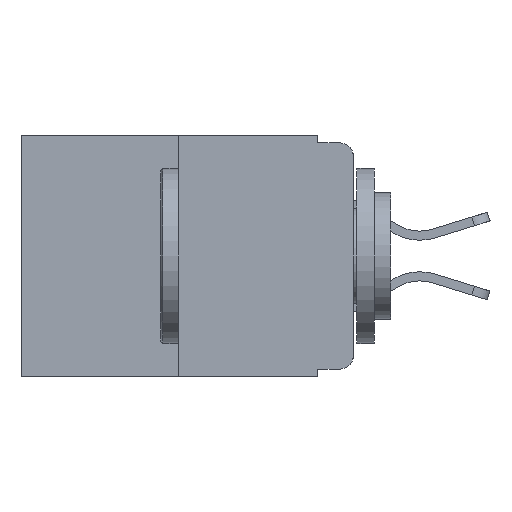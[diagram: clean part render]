
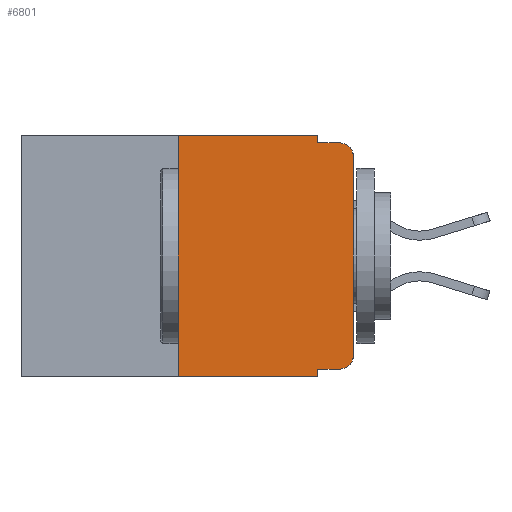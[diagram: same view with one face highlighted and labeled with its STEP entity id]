
A CAD part, left-side view. The second image highlights one B-rep face of the part: STEP entity #6801.
In plain terms, the highlighted planar face has unit normal (-1, 0, 0).
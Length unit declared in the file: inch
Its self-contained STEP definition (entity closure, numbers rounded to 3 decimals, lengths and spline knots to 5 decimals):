
#428 = CARTESIAN_POINT ( 'NONE',  ( 0., 0.25, -0.343 ) ) ;
#456 = DIRECTION ( 'NONE',  ( 0., -1., 0. ) ) ;
#544 = VERTEX_POINT ( 'NONE', #2912 ) ;
#820 = VERTEX_POINT ( 'NONE', #999 ) ;
#999 = CARTESIAN_POINT ( 'NONE',  ( 0., 0.051, -0.333 ) ) ;
#1364 = VECTOR ( 'NONE', #12403, 39.37008 ) ;
#1410 = DIRECTION ( 'NONE',  ( 0., -1., 0. ) ) ;
#1478 = CARTESIAN_POINT ( 'NONE',  ( 0., 0.051, -0.01 ) ) ;
#1651 = EDGE_CURVE ( 'NONE', #3585, #19497, #11362, .T. ) ;
#1655 = VERTEX_POINT ( 'NONE', #428 ) ;
#2284 = CIRCLE ( 'NONE', #5835, 0.02 ) ;
#2696 = CARTESIAN_POINT ( 'NONE',  ( 0., 0.02, -0.313 ) ) ;
#2912 = CARTESIAN_POINT ( 'NONE',  ( 0., 0.051, -0.343 ) ) ;
#3210 = AXIS2_PLACEMENT_3D ( 'NONE', #13904, #17509, #6694 ) ;
#3322 = DIRECTION ( 'NONE',  ( 0., -1., 0. ) ) ;
#3585 = VERTEX_POINT ( 'NONE', #6355 ) ;
#3828 = CARTESIAN_POINT ( 'NONE',  ( 0., 0.25, 0. ) ) ;
#4536 = DIRECTION ( 'NONE',  ( 0., 0., -1. ) ) ;
#4762 = DIRECTION ( 'NONE',  ( 0., -1., 0. ) ) ;
#4917 = LINE ( 'NONE', #23371, #8645 ) ;
#4964 = EDGE_LOOP ( 'NONE', ( #11318, #6666, #13009, #11261, #10353, #9863, #9352, #8821, #7020, #7053 ) ) ;
#5695 = LINE ( 'NONE', #8426, #1364 ) ;
#5784 = CARTESIAN_POINT ( 'NONE',  ( 0., 0.02, -0.01 ) ) ;
#5835 = AXIS2_PLACEMENT_3D ( 'NONE', #7764, #20348, #9603 ) ;
#6355 = CARTESIAN_POINT ( 'NONE',  ( 0., 0.051, -0.01 ) ) ;
#6666 = ORIENTED_EDGE ( 'NONE', *, *, #8270, .T. ) ;
#6694 = DIRECTION ( 'NONE',  ( 0., 0., -1. ) ) ;
#6759 = CARTESIAN_POINT ( 'NONE',  ( 0., 0., -0.313 ) ) ;
#6778 = VECTOR ( 'NONE', #3322, 39.37008 ) ;
#6801 = ADVANCED_FACE ( 'NONE', ( #16535 ), #15700, .F. ) ;
#7020 = ORIENTED_EDGE ( 'NONE', *, *, #21816, .T. ) ;
#7053 = ORIENTED_EDGE ( 'NONE', *, *, #16076, .T. ) ;
#7147 = DIRECTION ( 'NONE',  ( 0., 0., -1. ) ) ;
#7329 = CARTESIAN_POINT ( 'NONE',  ( 0., 0.051, 0. ) ) ;
#7764 = CARTESIAN_POINT ( 'NONE',  ( 0., 0.02, -0.03 ) ) ;
#8270 = EDGE_CURVE ( 'NONE', #12538, #19497, #2284, .T. ) ;
#8426 = CARTESIAN_POINT ( 'NONE',  ( 0., 0.25, 0. ) ) ;
#8645 = VECTOR ( 'NONE', #12639, 39.37008 ) ;
#8821 = ORIENTED_EDGE ( 'NONE', *, *, #12969, .F. ) ;
#8886 = LINE ( 'NONE', #7329, #17874 ) ;
#9352 = ORIENTED_EDGE ( 'NONE', *, *, #23004, .T. ) ;
#9603 = DIRECTION ( 'NONE',  ( 0., 0., -1. ) ) ;
#9863 = ORIENTED_EDGE ( 'NONE', *, *, #13360, .F. ) ;
#10079 = EDGE_CURVE ( 'NONE', #15422, #3585, #23325, .T. ) ;
#10347 = VECTOR ( 'NONE', #4762, 39.37008 ) ;
#10353 = ORIENTED_EDGE ( 'NONE', *, *, #14663, .F. ) ;
#10730 = AXIS2_PLACEMENT_3D ( 'NONE', #2696, #15410, #4536 ) ;
#11261 = ORIENTED_EDGE ( 'NONE', *, *, #10079, .F. ) ;
#11318 = ORIENTED_EDGE ( 'NONE', *, *, #11891, .T. ) ;
#11362 = LINE ( 'NONE', #1478, #20320 ) ;
#11496 = CARTESIAN_POINT ( 'NONE',  ( 0., 0., -0.03 ) ) ;
#11821 = LINE ( 'NONE', #17707, #17135 ) ;
#11891 = EDGE_CURVE ( 'NONE', #23081, #12538, #4917, .T. ) ;
#12403 = DIRECTION ( 'NONE',  ( 0., 0., 1. ) ) ;
#12538 = VERTEX_POINT ( 'NONE', #11496 ) ;
#12639 = DIRECTION ( 'NONE',  ( 0., 0., 1. ) ) ;
#12969 = EDGE_CURVE ( 'NONE', #820, #544, #8886, .T. ) ;
#13001 = CIRCLE ( 'NONE', #10730, 0.02 ) ;
#13009 = ORIENTED_EDGE ( 'NONE', *, *, #1651, .F. ) ;
#13360 = EDGE_CURVE ( 'NONE', #1655, #15834, #5695, .T. ) ;
#13370 = CARTESIAN_POINT ( 'NONE',  ( 0., 0.02, -0.333 ) ) ;
#13779 = VECTOR ( 'NONE', #7147, 39.37008 ) ;
#13904 = CARTESIAN_POINT ( 'NONE',  ( 0., 0.473, 0. ) ) ;
#14363 = VERTEX_POINT ( 'NONE', #13370 ) ;
#14663 = EDGE_CURVE ( 'NONE', #15834, #15422, #14707, .T. ) ;
#14707 = LINE ( 'NONE', #16011, #6778 ) ;
#15410 = DIRECTION ( 'NONE',  ( -1., 0., 0. ) ) ;
#15422 = VERTEX_POINT ( 'NONE', #17311 ) ;
#15531 = CARTESIAN_POINT ( 'NONE',  ( 0., 0.473, -0.343 ) ) ;
#15700 = PLANE ( 'NONE',  #3210 ) ;
#15834 = VERTEX_POINT ( 'NONE', #3828 ) ;
#16011 = CARTESIAN_POINT ( 'NONE',  ( 0., 0.473, 0. ) ) ;
#16076 = EDGE_CURVE ( 'NONE', #14363, #23081, #13001, .T. ) ;
#16535 = FACE_OUTER_BOUND ( 'NONE', #4964, .T. ) ;
#17135 = VECTOR ( 'NONE', #1410, 39.37008 ) ;
#17311 = CARTESIAN_POINT ( 'NONE',  ( 0., 0.051, 0. ) ) ;
#17509 = DIRECTION ( 'NONE',  ( 1., 0., 0. ) ) ;
#17707 = CARTESIAN_POINT ( 'NONE',  ( 0., 0.051, -0.333 ) ) ;
#17874 = VECTOR ( 'NONE', #18192, 39.37008 ) ;
#18192 = DIRECTION ( 'NONE',  ( 0., 0., -1. ) ) ;
#19497 = VERTEX_POINT ( 'NONE', #5784 ) ;
#19765 = CARTESIAN_POINT ( 'NONE',  ( 0., 0.051, 0. ) ) ;
#19887 = LINE ( 'NONE', #15531, #10347 ) ;
#20320 = VECTOR ( 'NONE', #456, 39.37008 ) ;
#20348 = DIRECTION ( 'NONE',  ( -1., 0., 0. ) ) ;
#21816 = EDGE_CURVE ( 'NONE', #820, #14363, #11821, .T. ) ;
#23004 = EDGE_CURVE ( 'NONE', #1655, #544, #19887, .T. ) ;
#23081 = VERTEX_POINT ( 'NONE', #6759 ) ;
#23325 = LINE ( 'NONE', #19765, #13779 ) ;
#23371 = CARTESIAN_POINT ( 'NONE',  ( 0., 0., 0. ) ) ;
